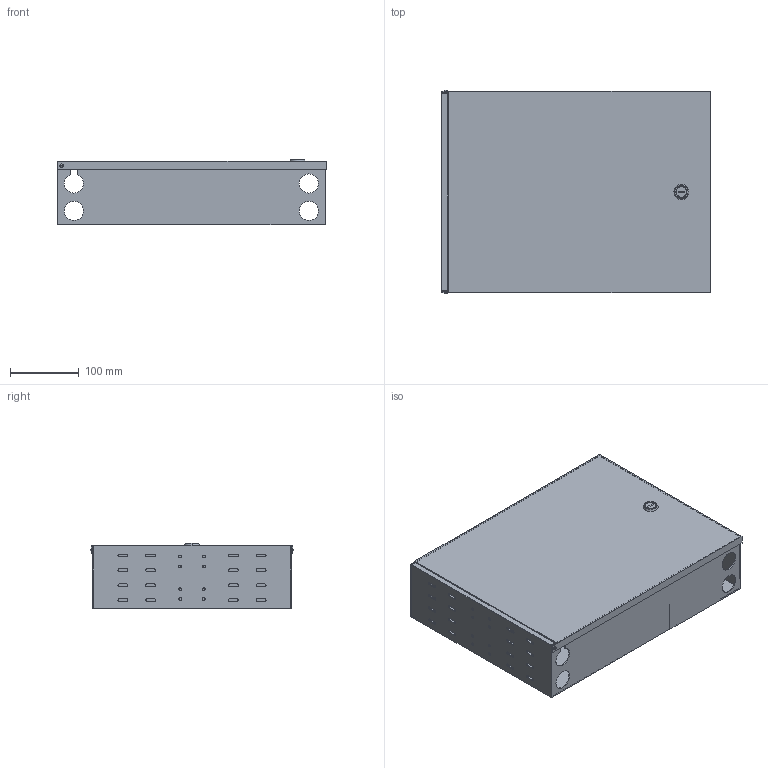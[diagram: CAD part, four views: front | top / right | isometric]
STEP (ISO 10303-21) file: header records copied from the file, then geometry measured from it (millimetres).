
FILE_DESCRIPTION (( 'STEP AP203' ), '1' );
FILE_NAME ('FOBX24-N-24SCUS09 ITK êðîññ íàñò. óêîìïëåêòîâàííûé SC (Simplex) 24øò (OS2).STEP', '2017-09-20T06:19:07', ( '' ), ( '' ), 'SwSTEP 2.0', 'SolidWorks 2014', '' );
FILE_SCHEMA (( 'CONFIG_CONTROL_DESIGN' ));
Length unit declared in the file: millimetre
Products named in the file (2): FOBX24-N-24SCUS09 ITK êðîññ íàñò. óêîìïëåêòîâàííûé SC (Simplex) 24øò (OS2)
Bounding box: 391.7 x 297 x 96.2 mm (x, y, z)
Volume: 448419.6 mm3; surface area: 749129.4 mm2
Topology: 4 solids, 4 shells, 318 faces, 900 edges, 600 vertices
Faces by surface type: cylinder 166, plane 142, sphere 8, cone 2
Entity records: 10841 total; most frequent: DIRECTION 1892, CARTESIAN_POINT 1820, ORIENTED_EDGE 1800, EDGE_CURVE 900, AXIS2_PLACEMENT_3D 672, VERTEX_POINT 600, VECTOR 548, LINE 548
